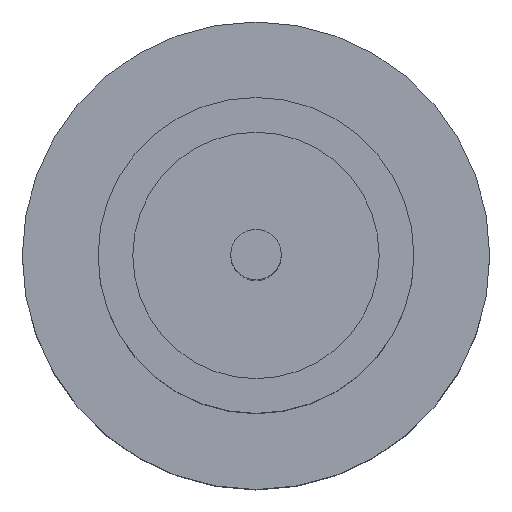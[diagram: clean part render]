
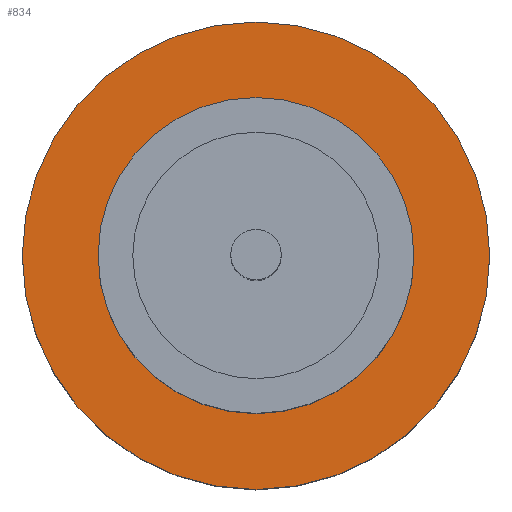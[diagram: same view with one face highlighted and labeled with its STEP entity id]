
A CAD part, top view. The second image highlights one B-rep face of the part: STEP entity #834.
In plain terms, the highlighted planar face has unit normal (0, 0, 1).
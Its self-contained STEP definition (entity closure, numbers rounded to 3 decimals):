
#4 = AXIS2_PLACEMENT_3D ( 'NONE', #96, #106, #826 ) ;
#15 = EDGE_CURVE ( 'NONE', #611, #483, #374, .T. ) ;
#53 = CARTESIAN_POINT ( 'NONE',  ( 1.25, 0., 1.55 ) ) ;
#58 = CARTESIAN_POINT ( 'NONE',  ( 1.85, 0., 1.55 ) ) ;
#68 = DIRECTION ( 'NONE',  ( 1., 0., 0. ) ) ;
#73 = AXIS2_PLACEMENT_3D ( 'NONE', #187, #571, #68 ) ;
#96 = CARTESIAN_POINT ( 'NONE',  ( 0., 0., 1.55 ) ) ;
#101 = DIRECTION ( 'NONE',  ( 0., 0., 1. ) ) ;
#106 = DIRECTION ( 'NONE',  ( 0., 0., 1. ) ) ;
#109 = EDGE_CURVE ( 'NONE', #183, #293, #744, .T. ) ;
#160 = CARTESIAN_POINT ( 'NONE',  ( 0., 0., 1.55 ) ) ;
#169 = DIRECTION ( 'NONE',  ( 0., 0., 1. ) ) ;
#171 = CIRCLE ( 'NONE', #704, 1.85 ) ;
#183 = VERTEX_POINT ( 'NONE', #53 ) ;
#187 = CARTESIAN_POINT ( 'NONE',  ( 0., 0., 1.55 ) ) ;
#208 = AXIS2_PLACEMENT_3D ( 'NONE', #359, #101, #621 ) ;
#271 = CIRCLE ( 'NONE', #4, 1.25 ) ;
#272 = DIRECTION ( 'NONE',  ( 1., 0., 0. ) ) ;
#293 = VERTEX_POINT ( 'NONE', #321 ) ;
#319 = EDGE_CURVE ( 'NONE', #483, #611, #171, .T. ) ;
#321 = CARTESIAN_POINT ( 'NONE',  ( -1.25, 0., 1.55 ) ) ;
#359 = CARTESIAN_POINT ( 'NONE',  ( 0., 0., 1.55 ) ) ;
#374 = CIRCLE ( 'NONE', #208, 1.85 ) ;
#395 = AXIS2_PLACEMENT_3D ( 'NONE', #160, #169, #425 ) ;
#425 = DIRECTION ( 'NONE',  ( 1., 0., 0. ) ) ;
#455 = ORIENTED_EDGE ( 'NONE', *, *, #816, .F. ) ;
#472 = DIRECTION ( 'NONE',  ( 0., 0., 1. ) ) ;
#483 = VERTEX_POINT ( 'NONE', #705 ) ;
#488 = PLANE ( 'NONE',  #395 ) ;
#525 = ORIENTED_EDGE ( 'NONE', *, *, #15, .T. ) ;
#571 = DIRECTION ( 'NONE',  ( 0., 0., 1. ) ) ;
#611 = VERTEX_POINT ( 'NONE', #58 ) ;
#621 = DIRECTION ( 'NONE',  ( 1., 0., 0. ) ) ;
#670 = EDGE_LOOP ( 'NONE', ( #842, #455 ) ) ;
#671 = CARTESIAN_POINT ( 'NONE',  ( 0., 0., 1.55 ) ) ;
#695 = FACE_OUTER_BOUND ( 'NONE', #852, .T. ) ;
#704 = AXIS2_PLACEMENT_3D ( 'NONE', #671, #472, #272 ) ;
#705 = CARTESIAN_POINT ( 'NONE',  ( -1.85, 0., 1.55 ) ) ;
#719 = ORIENTED_EDGE ( 'NONE', *, *, #319, .T. ) ;
#744 = CIRCLE ( 'NONE', #73, 1.25 ) ;
#816 = EDGE_CURVE ( 'NONE', #293, #183, #271, .T. ) ;
#826 = DIRECTION ( 'NONE',  ( 1., 0., 0. ) ) ;
#834 = ADVANCED_FACE ( 'NONE', ( #838, #695 ), #488, .T. ) ;
#838 = FACE_BOUND ( 'NONE', #670, .T. ) ;
#842 = ORIENTED_EDGE ( 'NONE', *, *, #109, .F. ) ;
#852 = EDGE_LOOP ( 'NONE', ( #719, #525 ) ) ;
